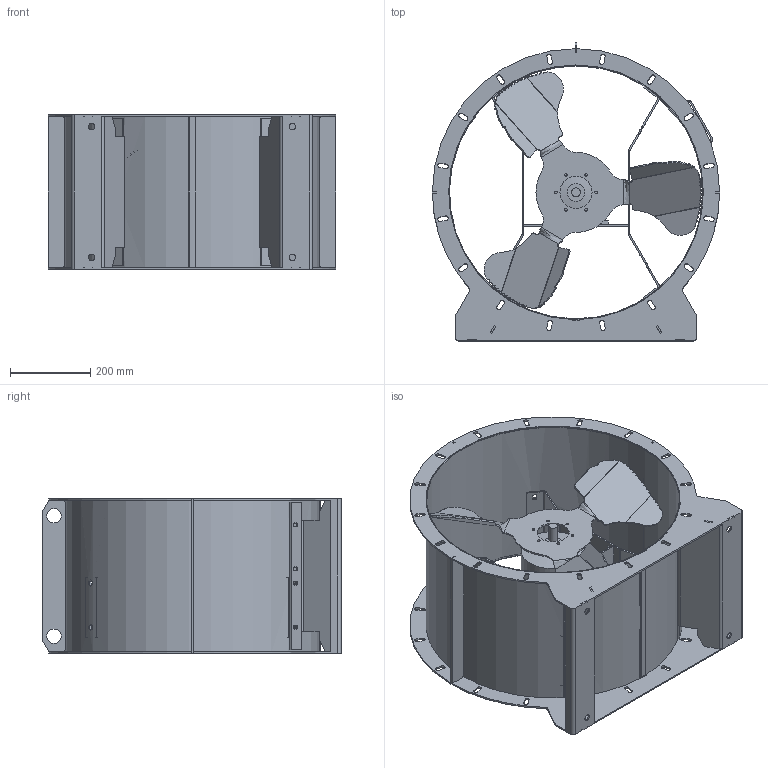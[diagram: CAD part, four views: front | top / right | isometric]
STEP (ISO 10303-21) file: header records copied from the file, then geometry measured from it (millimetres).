
FILE_DESCRIPTION(('STEP AP203'), '1');
FILE_NAME('蟲 6,3 L=385擤', '', ('UNSPECIFIED'), ('UNSPECIFIED'), 'ASCON STEP Converter 1.3', 'ASCON Math Kernel', '');
FILE_SCHEMA(('CONFIG_CONTROL_DESIGN'));
Length unit declared in the file: millimetre
Bounding box: 715 x 742 x 385 mm (x, y, z)
Volume: 9418988.3 mm3; surface area: 3516542 mm2
Topology: 8 solids, 8 shells, 1047 faces, 2950 edges, 1893 vertices
Faces by surface type: plane 644, cylinder 374, bspline 27, cone 2
Full cylindrical faces by diameter (mm): 6.5 x6, 12 x4, 16 x4, 22 x1, 28 x1, 36 x2, 40 x4, 44 x1, 80 x1, 160 x1
Entity records: 46601 total; most frequent: CARTESIAN_POINT 10348, ORIENTED_EDGE 5846, DIRECTION 5621, EDGE_CURVE 2923, LINE 2113, VECTOR 2113, VERTEX_POINT 1893, AXIS2_PLACEMENT_3D 1754
